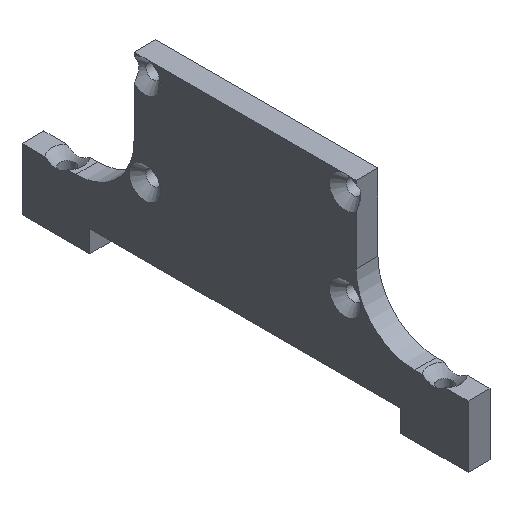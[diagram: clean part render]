
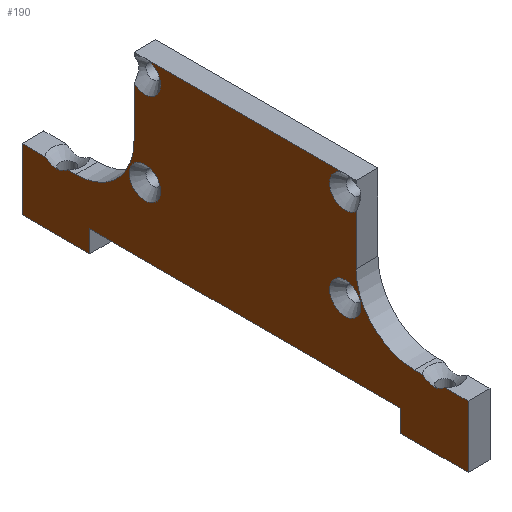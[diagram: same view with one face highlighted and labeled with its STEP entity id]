
A CAD part, isometric view. The second image highlights one B-rep face of the part: STEP entity #190.
In plain terms, the highlighted planar face has unit normal (-1, 0, 0).
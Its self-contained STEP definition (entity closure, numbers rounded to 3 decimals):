
#116=FACE_BOUND('',#268,.T.);
#117=FACE_BOUND('',#269,.T.);
#118=FACE_BOUND('',#270,.T.);
#161=B_SPLINE_CURVE_WITH_KNOTS('',3,(#1180,#1181,#1182,#1183,#1184,#1185),
 .UNSPECIFIED.,.F.,.F.,(4,2,4),(0.,0.5,1.),.UNSPECIFIED.);
#162=B_SPLINE_CURVE_WITH_KNOTS('',3,(#1186,#1187,#1188,#1189,#1190,#1191),
 .UNSPECIFIED.,.F.,.F.,(4,2,4),(0.,0.5,1.),.UNSPECIFIED.);
#190=ADVANCED_FACE('',(#116,#117,#118),#226,.F.);
#226=PLANE('',#793);
#268=EDGE_LOOP('',(#501));
#269=EDGE_LOOP('',(#502));
#270=EDGE_LOOP('',(#503,#504,#505,#506,#507,#508,#509,#510,#511,#512,#513,
#514,#515,#516,#517,#518,#519,#520,#521,#522));
#309=LINE('',#1020,#355);
#312=LINE('',#1029,#358);
#317=LINE('',#1045,#363);
#321=LINE('',#1057,#367);
#324=LINE('',#1073,#370);
#327=LINE('',#1083,#373);
#332=LINE('',#1104,#378);
#334=LINE('',#1115,#380);
#336=LINE('',#1118,#382);
#339=LINE('',#1126,#385);
#342=LINE('',#1132,#388);
#345=LINE('',#1138,#391);
#348=LINE('',#1144,#394);
#351=LINE('',#1152,#397);
#355=VECTOR('',#830,1.);
#358=VECTOR('',#837,1.);
#363=VECTOR('',#852,1.);
#367=VECTOR('',#860,1.);
#370=VECTOR('',#871,1.);
#373=VECTOR('',#876,1.);
#378=VECTOR('',#883,1.);
#380=VECTOR('',#895,1.);
#382=VECTOR('',#899,1.);
#385=VECTOR('',#906,1.);
#388=VECTOR('',#911,1.);
#391=VECTOR('',#916,1.);
#394=VECTOR('',#921,1.);
#397=VECTOR('',#928,1.);
#501=ORIENTED_EDGE('',*,*,#703,.T.);
#502=ORIENTED_EDGE('',*,*,#704,.T.);
#503=ORIENTED_EDGE('',*,*,#676,.T.);
#504=ORIENTED_EDGE('',*,*,#705,.T.);
#505=ORIENTED_EDGE('',*,*,#638,.T.);
#506=ORIENTED_EDGE('',*,*,#678,.T.);
#507=ORIENTED_EDGE('',*,*,#682,.T.);
#508=ORIENTED_EDGE('',*,*,#685,.T.);
#509=ORIENTED_EDGE('',*,*,#688,.T.);
#510=ORIENTED_EDGE('',*,*,#691,.T.);
#511=ORIENTED_EDGE('',*,*,#695,.T.);
#512=ORIENTED_EDGE('',*,*,#649,.T.);
#513=ORIENTED_EDGE('',*,*,#654,.T.);
#514=ORIENTED_EDGE('',*,*,#706,.T.);
#515=ORIENTED_EDGE('',*,*,#642,.T.);
#516=ORIENTED_EDGE('',*,*,#656,.T.);
#517=ORIENTED_EDGE('',*,*,#660,.T.);
#518=ORIENTED_EDGE('',*,*,#707,.T.);
#519=ORIENTED_EDGE('',*,*,#664,.T.);
#520=ORIENTED_EDGE('',*,*,#708,.T.);
#521=ORIENTED_EDGE('',*,*,#671,.T.);
#522=ORIENTED_EDGE('',*,*,#672,.T.);
#571=VERTEX_POINT('',#1014);
#574=VERTEX_POINT('',#1019);
#575=VERTEX_POINT('',#1023);
#578=VERTEX_POINT('',#1028);
#585=VERTEX_POINT('',#1046);
#586=VERTEX_POINT('',#1047);
#590=VERTEX_POINT('',#1056);
#591=VERTEX_POINT('',#1061);
#593=VERTEX_POINT('',#1072);
#595=VERTEX_POINT('',#1082);
#596=VERTEX_POINT('',#1084);
#598=VERTEX_POINT('',#1099);
#600=VERTEX_POINT('',#1103);
#601=VERTEX_POINT('',#1107);
#604=VERTEX_POINT('',#1114);
#605=VERTEX_POINT('',#1119);
#608=VERTEX_POINT('',#1127);
#610=VERTEX_POINT('',#1133);
#612=VERTEX_POINT('',#1139);
#614=VERTEX_POINT('',#1145);
#621=VERTEX_POINT('',#1177);
#622=VERTEX_POINT('',#1179);
#638=EDGE_CURVE('',#571,#574,#309,.T.);
#642=EDGE_CURVE('',#575,#578,#312,.T.);
#649=EDGE_CURVE('',#585,#586,#317,.T.);
#654=EDGE_CURVE('',#586,#590,#321,.T.);
#656=EDGE_CURVE('',#578,#591,#726,.T.);
#660=EDGE_CURVE('',#591,#593,#324,.T.);
#664=EDGE_CURVE('',#596,#595,#327,.T.);
#671=EDGE_CURVE('',#598,#600,#332,.T.);
#672=EDGE_CURVE('',#600,#601,#728,.T.);
#676=EDGE_CURVE('',#601,#604,#334,.T.);
#678=EDGE_CURVE('',#574,#605,#336,.T.);
#682=EDGE_CURVE('',#605,#608,#339,.T.);
#685=EDGE_CURVE('',#608,#610,#342,.T.);
#688=EDGE_CURVE('',#610,#612,#345,.T.);
#691=EDGE_CURVE('',#612,#614,#348,.T.);
#695=EDGE_CURVE('',#614,#585,#351,.T.);
#703=EDGE_CURVE('',#621,#621,#737,.T.);
#704=EDGE_CURVE('',#622,#622,#738,.T.);
#705=EDGE_CURVE('',#604,#571,#161,.T.);
#706=EDGE_CURVE('',#590,#575,#162,.T.);
#707=EDGE_CURVE('',#593,#596,#739,.T.);
#708=EDGE_CURVE('',#595,#598,#740,.T.);
#726=CIRCLE('',#765,17.);
#728=CIRCLE('',#771,17.);
#737=CIRCLE('',#789,4.59);
#738=CIRCLE('',#790,4.59);
#739=CIRCLE('',#791,4.59);
#740=CIRCLE('',#792,4.59);
#765=AXIS2_PLACEMENT_3D('',#1060,#864,#865);
#771=AXIS2_PLACEMENT_3D('',#1106,#886,#887);
#789=AXIS2_PLACEMENT_3D('',#1176,#942,#943);
#790=AXIS2_PLACEMENT_3D('',#1178,#944,#945);
#791=AXIS2_PLACEMENT_3D('',#1192,#946,#947);
#792=AXIS2_PLACEMENT_3D('',#1193,#948,#949);
#793=AXIS2_PLACEMENT_3D('',#1194,#950,#951);
#830=DIRECTION('',(0.,1.,0.));
#837=DIRECTION('',(0.,1.,0.));
#852=DIRECTION('',(0.,0.,1.));
#860=DIRECTION('',(0.,1.,0.));
#864=DIRECTION('',(1.,0.,0.));
#865=DIRECTION('',(0.,-1.,0.));
#871=DIRECTION('',(0.,0.,1.));
#876=DIRECTION('',(0.,1.,0.));
#883=DIRECTION('',(0.,0.,-1.));
#886=DIRECTION('',(1.,0.,0.));
#887=DIRECTION('',(0.,1.,0.));
#895=DIRECTION('',(0.,1.,0.));
#899=DIRECTION('',(0.,0.,-1.));
#906=DIRECTION('',(0.,-1.,0.));
#911=DIRECTION('',(0.,0.,1.));
#916=DIRECTION('',(0.,-1.,0.));
#921=DIRECTION('',(0.,0.,-1.));
#928=DIRECTION('',(0.,-1.,0.));
#942=DIRECTION('',(1.,0.,0.));
#943=DIRECTION('',(0.,0.,-1.));
#944=DIRECTION('',(1.,0.,0.));
#945=DIRECTION('',(0.,0.,-1.));
#946=DIRECTION('',(1.,0.,0.));
#947=DIRECTION('',(0.,0.,-1.));
#948=DIRECTION('',(1.,0.,0.));
#949=DIRECTION('',(0.,0.,-1.));
#950=DIRECTION('',(1.,0.,0.));
#951=DIRECTION('',(0.,0.,-1.));
#1014=CARTESIAN_POINT('',(0.,58.315,4.65));
#1019=CARTESIAN_POINT('',(0.,65.,4.65));
#1020=CARTESIAN_POINT('',(0.,49.35,4.65));
#1023=CARTESIAN_POINT('',(0.,-51.685,4.65));
#1028=CARTESIAN_POINT('',(0.,-49.35,4.65));
#1029=CARTESIAN_POINT('',(0.,-65.,4.65));
#1045=CARTESIAN_POINT('',(0.,-65.,-13.35));
#1046=CARTESIAN_POINT('',(0.,-65.,-13.35));
#1047=CARTESIAN_POINT('',(0.,-65.,4.65));
#1056=CARTESIAN_POINT('',(0.,-58.315,4.65));
#1057=CARTESIAN_POINT('',(0.,-65.,4.65));
#1060=CARTESIAN_POINT('',(0.,-49.35,21.65));
#1061=CARTESIAN_POINT('',(0.,-32.35,21.65));
#1072=CARTESIAN_POINT('',(0.,-32.35,36.185));
#1073=CARTESIAN_POINT('',(0.,-32.35,21.65));
#1082=CARTESIAN_POINT('',(0.,28.271,44.));
#1083=CARTESIAN_POINT('',(0.,0.,44.));
#1084=CARTESIAN_POINT('',(0.,-28.271,44.));
#1099=CARTESIAN_POINT('',(0.,32.35,36.185));
#1103=CARTESIAN_POINT('',(0.,32.35,21.65));
#1104=CARTESIAN_POINT('',(0.,32.35,44.));
#1106=CARTESIAN_POINT('',(0.,49.35,21.65));
#1107=CARTESIAN_POINT('',(0.,49.35,4.65));
#1114=CARTESIAN_POINT('',(0.,51.685,4.65));
#1115=CARTESIAN_POINT('',(0.,49.35,4.65));
#1118=CARTESIAN_POINT('',(0.,65.,4.65));
#1119=CARTESIAN_POINT('',(0.,65.,-13.35));
#1126=CARTESIAN_POINT('',(0.,65.,-13.35));
#1127=CARTESIAN_POINT('',(0.,45.3,-13.35));
#1132=CARTESIAN_POINT('',(0.,45.3,-13.35));
#1133=CARTESIAN_POINT('',(0.,45.3,-7.));
#1138=CARTESIAN_POINT('',(0.,0.,-7.));
#1139=CARTESIAN_POINT('',(0.,-45.3,-7.));
#1144=CARTESIAN_POINT('',(0.,-45.3,-7.));
#1145=CARTESIAN_POINT('',(0.,-45.3,-13.35));
#1152=CARTESIAN_POINT('',(0.,-45.3,-13.35));
#1176=CARTESIAN_POINT('',(0.,29.175,12.7));
#1177=CARTESIAN_POINT('',(0.,29.175,8.11));
#1178=CARTESIAN_POINT('',(0.,-29.175,12.7));
#1179=CARTESIAN_POINT('',(0.,-29.175,8.11));
#1180=CARTESIAN_POINT('',(0.,51.685,4.65));
#1181=CARTESIAN_POINT('',(0.,52.675,3.935));
#1182=CARTESIAN_POINT('',(0.,53.774,3.234));
#1183=CARTESIAN_POINT('',(0.,56.233,3.236));
#1184=CARTESIAN_POINT('',(0.,57.328,3.938));
#1185=CARTESIAN_POINT('',(0.,58.315,4.65));
#1186=CARTESIAN_POINT('',(0.,-58.315,4.65));
#1187=CARTESIAN_POINT('',(0.,-57.325,3.935));
#1188=CARTESIAN_POINT('',(0.,-56.226,3.234));
#1189=CARTESIAN_POINT('',(0.,-53.767,3.236));
#1190=CARTESIAN_POINT('',(0.,-52.672,3.938));
#1191=CARTESIAN_POINT('',(0.,-51.685,4.65));
#1192=CARTESIAN_POINT('',(0.,-29.175,39.5));
#1193=CARTESIAN_POINT('',(0.,29.175,39.5));
#1194=CARTESIAN_POINT('',(0.,-49.35,21.65));
